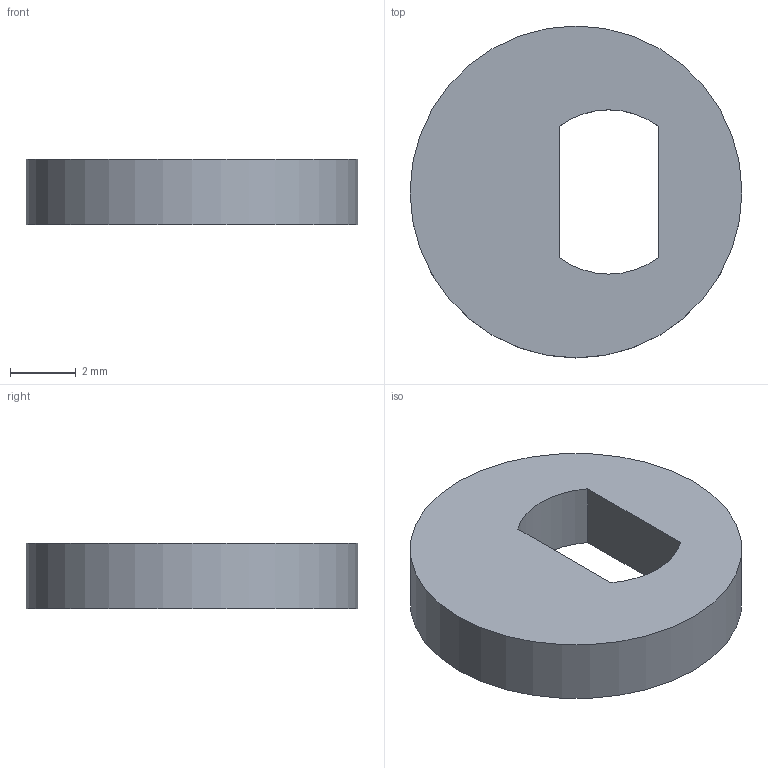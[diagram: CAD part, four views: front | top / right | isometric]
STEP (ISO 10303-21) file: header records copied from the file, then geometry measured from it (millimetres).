
FILE_DESCRIPTION(('FreeCAD Model'),'2;1');
FILE_NAME('Open CASCADE Shape Model','2024-03-10T16:55:30',(''),(''), 'Open CASCADE STEP processor 7.6','FreeCAD','Unknown');
FILE_SCHEMA(('AUTOMOTIVE_DESIGN { 1 0 10303 214 1 1 1 1 }'));
Length unit declared in the file: millimetre
Products named in the file (3): eccentric; LCS_0; eccentric001
Assembly tree (2 placements, depth 2):
  eccentric
    LCS_0
    eccentric001
Bounding box: 10.1 x 10.1 x 2 mm (x, y, z)
Volume: 132.1 mm3; surface area: 224.5 mm2
Topology: 1 solids, 1 shells, 7 faces, 15 edges, 10 vertices
Faces by surface type: plane 4, cylinder 3
Full cylindrical faces by diameter (mm): 10.1 x1
Entity records: 257 total; most frequent: DIRECTION 41, CARTESIAN_POINT 35, ORIENTED_EDGE 30, AXIS2_PLACEMENT_3D 16, EDGE_CURVE 15, VERTEX_POINT 10, FACE_BOUND 9, EDGE_LOOP 9
